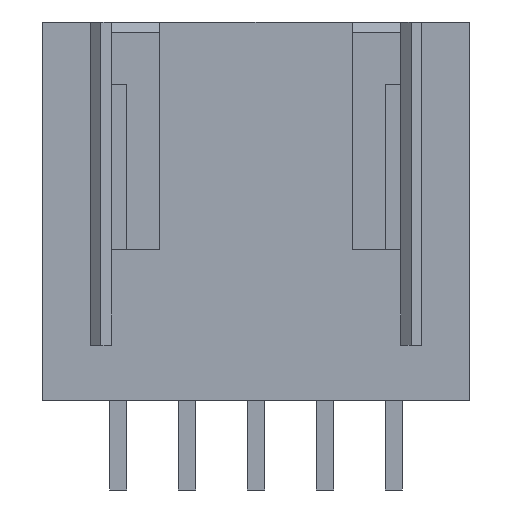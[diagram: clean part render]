
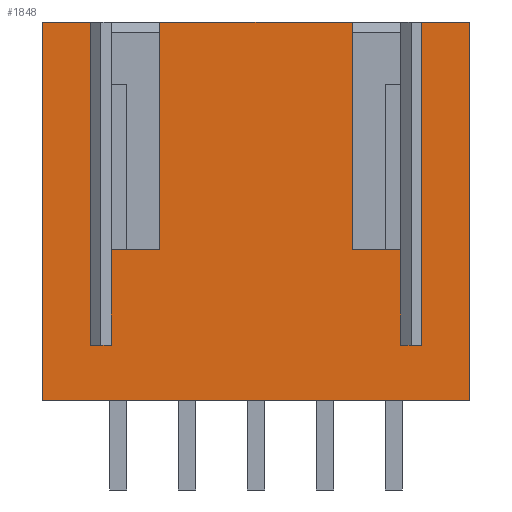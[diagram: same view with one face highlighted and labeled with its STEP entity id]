
A CAD part, front view. The second image highlights one B-rep face of the part: STEP entity #1848.
In plain terms, the highlighted planar face has unit normal (0, -1, 0).
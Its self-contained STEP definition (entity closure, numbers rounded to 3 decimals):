
#84=DIRECTION('',(0.,0.,-1.));
#85=VECTOR('',#84,13.945);
#86=CARTESIAN_POINT('',(-7.874,-2.718,0.));
#87=LINE('',#86,#85);
#268=DIRECTION('',(1.,0.,0.));
#269=VECTOR('',#268,15.748);
#270=CARTESIAN_POINT('',(-7.874,-2.718,-13.945));
#271=LINE('',#270,#269);
#352=DIRECTION('',(1.,0.,0.));
#353=VECTOR('',#352,0.762);
#354=CARTESIAN_POINT('',(-6.096,-2.718,-11.913));
#355=LINE('',#354,#353);
#356=DIRECTION('',(0.,0.,-1.));
#357=VECTOR('',#356,3.531);
#358=CARTESIAN_POINT('',(-5.334,-2.718,-8.382));
#359=LINE('',#358,#357);
#360=DIRECTION('',(1.,0.,0.));
#361=VECTOR('',#360,1.778);
#362=CARTESIAN_POINT('',(-5.334,-2.718,-8.382));
#363=LINE('',#362,#361);
#364=DIRECTION('',(0.,0.,-1.));
#365=VECTOR('',#364,8.382);
#366=CARTESIAN_POINT('',(-3.556,-2.718,0.));
#367=LINE('',#366,#365);
#368=DIRECTION('',(1.,0.,0.));
#369=VECTOR('',#368,7.112);
#370=CARTESIAN_POINT('',(-3.556,-2.718,0.));
#371=LINE('',#370,#369);
#372=DIRECTION('',(0.,0.,-1.));
#373=VECTOR('',#372,8.382);
#374=CARTESIAN_POINT('',(3.556,-2.718,0.));
#375=LINE('',#374,#373);
#376=DIRECTION('',(1.,0.,0.));
#377=VECTOR('',#376,1.778);
#378=CARTESIAN_POINT('',(3.556,-2.718,-8.382));
#379=LINE('',#378,#377);
#380=DIRECTION('',(0.,0.,-1.));
#381=VECTOR('',#380,3.531);
#382=CARTESIAN_POINT('',(5.334,-2.718,-8.382));
#383=LINE('',#382,#381);
#384=DIRECTION('',(1.,0.,0.));
#385=VECTOR('',#384,0.762);
#386=CARTESIAN_POINT('',(5.334,-2.718,-11.913));
#387=LINE('',#386,#385);
#388=DIRECTION('',(0.,0.,-1.));
#389=VECTOR('',#388,11.913);
#390=CARTESIAN_POINT('',(6.096,-2.718,0.));
#391=LINE('',#390,#389);
#392=DIRECTION('',(1.,0.,0.));
#393=VECTOR('',#392,1.778);
#394=CARTESIAN_POINT('',(6.096,-2.718,0.));
#395=LINE('',#394,#393);
#396=DIRECTION('',(1.,0.,0.));
#397=VECTOR('',#396,1.778);
#398=CARTESIAN_POINT('',(-7.874,-2.718,0.));
#399=LINE('',#398,#397);
#400=DIRECTION('',(0.,0.,-1.));
#401=VECTOR('',#400,11.913);
#402=CARTESIAN_POINT('',(-6.096,-2.718,0.));
#403=LINE('',#402,#401);
#1080=DIRECTION('',(0.,0.,-1.));
#1081=VECTOR('',#1080,13.945);
#1082=CARTESIAN_POINT('',(7.874,-2.718,0.));
#1083=LINE('',#1082,#1081);
#1136=CARTESIAN_POINT('',(-7.874,-2.718,0.));
#1137=CARTESIAN_POINT('',(-7.874,-2.718,-13.945));
#1138=VERTEX_POINT('',#1136);
#1139=VERTEX_POINT('',#1137);
#1144=CARTESIAN_POINT('',(7.874,-2.718,0.));
#1145=CARTESIAN_POINT('',(7.874,-2.718,-13.945));
#1146=VERTEX_POINT('',#1144);
#1147=VERTEX_POINT('',#1145);
#1264=CARTESIAN_POINT('',(-3.556,-2.718,0.));
#1266=VERTEX_POINT('',#1264);
#1268=CARTESIAN_POINT('',(-3.556,-2.718,-8.382));
#1269=VERTEX_POINT('',#1268);
#1284=CARTESIAN_POINT('',(3.556,-2.718,0.));
#1285=VERTEX_POINT('',#1284);
#1294=CARTESIAN_POINT('',(-6.096,-2.718,-11.913));
#1295=CARTESIAN_POINT('',(-5.334,-2.718,-11.913));
#1296=VERTEX_POINT('',#1294);
#1297=VERTEX_POINT('',#1295);
#1298=CARTESIAN_POINT('',(5.334,-2.718,-11.913));
#1299=CARTESIAN_POINT('',(6.096,-2.718,-11.913));
#1300=VERTEX_POINT('',#1298);
#1301=VERTEX_POINT('',#1299);
#1304=CARTESIAN_POINT('',(-5.334,-2.718,-8.382));
#1305=VERTEX_POINT('',#1304);
#1306=CARTESIAN_POINT('',(3.556,-2.718,-8.382));
#1307=CARTESIAN_POINT('',(5.334,-2.718,-8.382));
#1308=VERTEX_POINT('',#1306);
#1309=VERTEX_POINT('',#1307);
#1310=CARTESIAN_POINT('',(-6.096,-2.718,0.));
#1311=VERTEX_POINT('',#1310);
#1312=CARTESIAN_POINT('',(6.096,-2.718,0.));
#1313=VERTEX_POINT('',#1312);
#1814=CARTESIAN_POINT('',(-7.874,-2.718,0.));
#1815=DIRECTION('',(0.,-1.,0.));
#1816=DIRECTION('',(0.,0.,-1.));
#1817=AXIS2_PLACEMENT_3D('',#1814,#1815,#1816);
#1818=PLANE('',#1817);
#1820=ORIENTED_EDGE('',*,*,#1819,.T.);
#1822=ORIENTED_EDGE('',*,*,#1821,.F.);
#1824=ORIENTED_EDGE('',*,*,#1823,.T.);
#1826=ORIENTED_EDGE('',*,*,#1825,.F.);
#1827=ORIENTED_EDGE('',*,*,#1666,.T.);
#1829=ORIENTED_EDGE('',*,*,#1828,.T.);
#1831=ORIENTED_EDGE('',*,*,#1830,.T.);
#1833=ORIENTED_EDGE('',*,*,#1832,.T.);
#1835=ORIENTED_EDGE('',*,*,#1834,.T.);
#1837=ORIENTED_EDGE('',*,*,#1836,.F.);
#1838=ORIENTED_EDGE('',*,*,#1699,.T.);
#1840=ORIENTED_EDGE('',*,*,#1839,.T.);
#1841=ORIENTED_EDGE('',*,*,#1756,.F.);
#1842=ORIENTED_EDGE('',*,*,#1495,.F.);
#1843=ORIENTED_EDGE('',*,*,#1682,.T.);
#1845=ORIENTED_EDGE('',*,*,#1844,.T.);
#1846=EDGE_LOOP('',(#1820,#1822,#1824,#1826,#1827,#1829,#1831,#1833,#1835,#1837,
#1838,#1840,#1841,#1842,#1843,#1845));
#1847=FACE_OUTER_BOUND('',#1846,.F.);
#1848=ADVANCED_FACE('',(#1847),#1818,.T.);
#1495=EDGE_CURVE('',#1138,#1139,#87,.T.);
#1666=EDGE_CURVE('',#1266,#1285,#371,.T.);
#1682=EDGE_CURVE('',#1138,#1311,#399,.T.);
#1699=EDGE_CURVE('',#1313,#1146,#395,.T.);
#1756=EDGE_CURVE('',#1139,#1147,#271,.T.);
#1819=EDGE_CURVE('',#1296,#1297,#355,.T.);
#1821=EDGE_CURVE('',#1305,#1297,#359,.T.);
#1823=EDGE_CURVE('',#1305,#1269,#363,.T.);
#1825=EDGE_CURVE('',#1266,#1269,#367,.T.);
#1828=EDGE_CURVE('',#1285,#1308,#375,.T.);
#1830=EDGE_CURVE('',#1308,#1309,#379,.T.);
#1832=EDGE_CURVE('',#1309,#1300,#383,.T.);
#1834=EDGE_CURVE('',#1300,#1301,#387,.T.);
#1836=EDGE_CURVE('',#1313,#1301,#391,.T.);
#1839=EDGE_CURVE('',#1146,#1147,#1083,.T.);
#1844=EDGE_CURVE('',#1311,#1296,#403,.T.);
